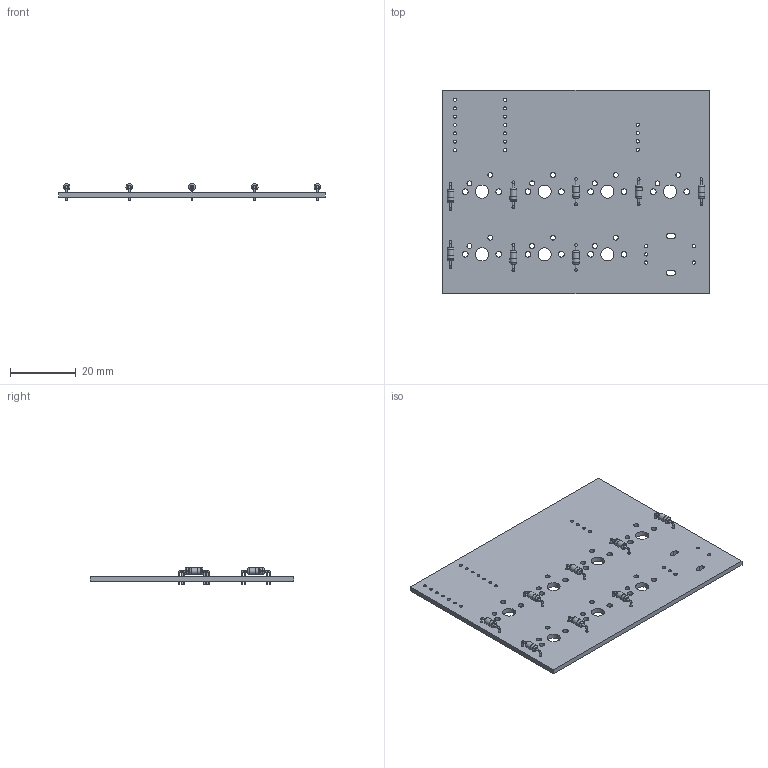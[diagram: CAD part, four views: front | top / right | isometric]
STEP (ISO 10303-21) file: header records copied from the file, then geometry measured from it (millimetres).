
FILE_DESCRIPTION(('KiCad electronic assembly'),'2;1');
FILE_NAME('HackClubPCB.step','2026-01-28T11:44:17',('Pcbnew'),('Kicad'), 'Open CASCADE STEP processor 7.9','KiCad to STEP converter','Unknown' );
FILE_SCHEMA(('AUTOMOTIVE_DESIGN { 1 0 10303 214 1 1 1 1 }'));
Length unit declared in the file: millimetre
Products named in the file (3): HackClubPCB 1; D_DO-35_SOD27_P7.62mm_Horizontal; HackClubPCB_PCB
Assembly tree (9 placements, depth 2):
  HackClubPCB 1
    D_DO-35_SOD27_P7.62mm_Horizontal  x8
    HackClubPCB_PCB
Bounding box: 80.96 x 61.72 x 5.01 mm (x, y, z)
Volume: 7402.1 mm3; surface area: 11032 mm2
Topology: 17 solids, 17 shells, 216 faces, 450 edges, 284 vertices
Faces by surface type: cylinder 126, plane 58, torus 32
Full cylindrical faces by diameter (mm): 0.5 x24, 0.8 x16, 0.889 x14, 1 x9, 1.5 x14, 1.7 x14, 2 x16, 2.02 x8, 4 x7
Entity records: 3899 total; most frequent: DIRECTION 684, CARTESIAN_POINT 582, ORIENTED_EDGE 564, AXIS2_PLACEMENT_3D 288, EDGE_CURVE 282, FACE_BOUND 258, EDGE_LOOP 258, VERTEX_POINT 186
